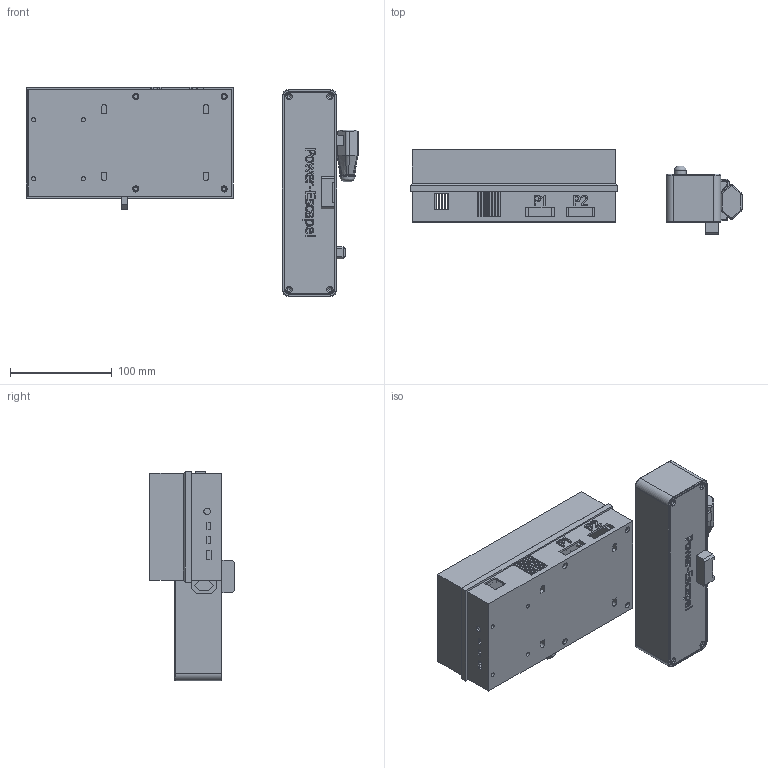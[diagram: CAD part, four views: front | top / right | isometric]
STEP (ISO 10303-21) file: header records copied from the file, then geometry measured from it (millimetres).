
FILE_DESCRIPTION(/* description */ (''),/* implementation_level */ '2;1');
FILE_NAME(/* name */ 'Final.stp',/* time_stamp */ '2023-05-31T10:49:02+02:00',/* author */ ('hloga'),/* organization */ (''),/* preprocessor_version */ 'ST-DEVELOPER v19.2',/* originating_system */ 'Autodesk Inventor 2023',/* authorisation */ '');
FILE_SCHEMA (('AUTOMOTIVE_DESIGN { 1 0 10303 214 3 1 1 }'));
Length unit declared in the file: millimetre
Products named in the file (13): Final; Controller_Baseplate; Controller_Case; Controller_Cablesafety; Controller_CableplugEnd; Controller_Cableplug; Controller_Pressureplate; Controller_Buttons; Controller_CableplugCap; Controller_CaseCableCap; Console_Baseplate; Console_Case; Console_Breadboardholder
Assembly tree (12 placements, depth 2):
  Final
    Controller_Baseplate
    Controller_Case
    Controller_Cablesafety
    Controller_CableplugEnd
    Controller_Cableplug
    Controller_Pressureplate
    Controller_Buttons
    Controller_CableplugCap
    Controller_CaseCableCap
    Console_Baseplate
    Console_Case
    Console_Breadboardholder
Bounding box: 326.75 x 83 x 206 mm (x, y, z)
Volume: 549380.8 mm3; surface area: 337672.3 mm2
Topology: 12 solids, 12 shells, 1747 faces, 4798 edges, 3167 vertices
Faces by surface type: plane 1275, bspline 242, cylinder 170, cone 49, torus 11
Full cylindrical faces by diameter (mm): 2.5 x2, 3.9 x26, 4 x4, 5.5 x2, 6 x4, 6.4 x1, 10.7 x1, 11.5 x1, 12.5 x2, 25.75 x1
Entity records: 57037 total; most frequent: CARTESIAN_POINT 13232, ORIENTED_EDGE 9542, DIRECTION 7748, EDGE_CURVE 4771, LINE 3908, VECTOR 3908, VERTEX_POINT 3120, EDGE_LOOP 1951
